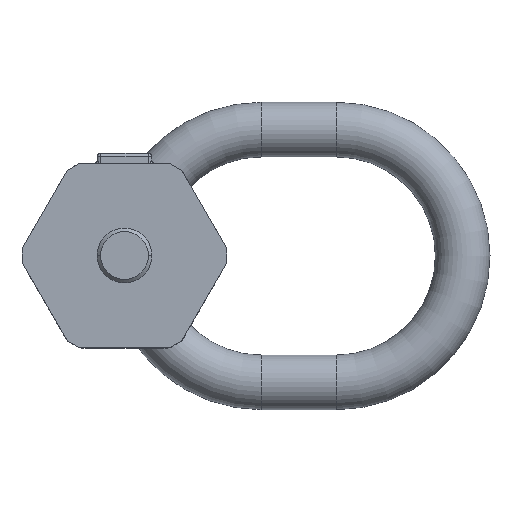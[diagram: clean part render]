
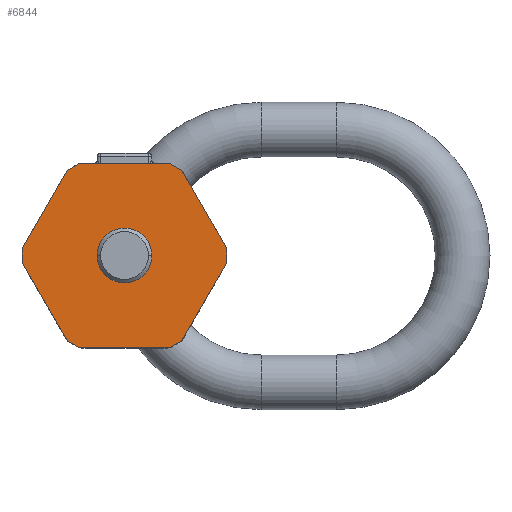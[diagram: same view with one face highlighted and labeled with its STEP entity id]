
A CAD part, top view. The second image highlights one B-rep face of the part: STEP entity #6844.
In plain terms, the highlighted planar face has unit normal (0, 0, 1).
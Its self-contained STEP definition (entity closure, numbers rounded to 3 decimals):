
#1=DIRECTION('',(-0.866,-0.5,0.));
#2=VECTOR('',#1,2.038);
#3=CARTESIAN_POINT('',(-6.617,13.5,48.5));
#4=LINE('',#3,#2);
#9=CARTESIAN_POINT('',(0.,0.,48.5));
#10=DIRECTION('',(0.,0.,1.));
#11=DIRECTION('',(1.,0.,0.));
#12=AXIS2_PLACEMENT_3D('',#9,#10,#11);
#14=CARTESIAN_POINT('',(0.,0.,48.5));
#15=DIRECTION('',(0.,0.,1.));
#16=DIRECTION('',(-1.,0.,0.));
#17=AXIS2_PLACEMENT_3D('',#14,#15,#16);
#73=DIRECTION('',(-1.,0.,0.));
#74=VECTOR('',#73,13.235);
#75=CARTESIAN_POINT('',(6.617,13.5,48.5));
#76=LINE('',#75,#74);
#330=DIRECTION('',(0.,1.,0.));
#331=VECTOR('',#330,2.038);
#332=CARTESIAN_POINT('',(15.,-1.019,48.5));
#333=LINE('',#332,#331);
#338=DIRECTION('',(-0.5,0.866,0.));
#339=VECTOR('',#338,13.235);
#340=CARTESIAN_POINT('',(15.,1.019,48.5));
#341=LINE('',#340,#339);
#346=DIRECTION('',(-0.866,0.5,0.));
#347=VECTOR('',#346,2.038);
#348=CARTESIAN_POINT('',(8.383,12.481,48.5));
#349=LINE('',#348,#347);
#354=DIRECTION('',(0.5,0.866,0.));
#355=VECTOR('',#354,13.235);
#356=CARTESIAN_POINT('',(8.383,-12.481,48.5));
#357=LINE('',#356,#355);
#362=DIRECTION('',(0.866,0.5,0.));
#363=VECTOR('',#362,2.038);
#364=CARTESIAN_POINT('',(6.617,-13.5,48.5));
#365=LINE('',#364,#363);
#370=DIRECTION('',(1.,0.,0.));
#371=VECTOR('',#370,13.235);
#372=CARTESIAN_POINT('',(-6.617,-13.5,48.5));
#373=LINE('',#372,#371);
#424=DIRECTION('',(0.866,-0.5,0.));
#425=VECTOR('',#424,2.038);
#426=CARTESIAN_POINT('',(-8.383,-12.481,48.5));
#427=LINE('',#426,#425);
#432=DIRECTION('',(0.5,-0.866,0.));
#433=VECTOR('',#432,13.235);
#434=CARTESIAN_POINT('',(-15.,-1.019,48.5));
#435=LINE('',#434,#433);
#440=DIRECTION('',(0.,-1.,0.));
#441=VECTOR('',#440,2.038);
#442=CARTESIAN_POINT('',(-15.,1.019,48.5));
#443=LINE('',#442,#441);
#448=DIRECTION('',(-0.5,-0.866,0.));
#449=VECTOR('',#448,13.235);
#450=CARTESIAN_POINT('',(-8.383,12.481,48.5));
#451=LINE('',#450,#449);
#5572=CARTESIAN_POINT('',(-6.617,13.5,48.5));
#5573=CARTESIAN_POINT('',(-8.383,12.481,48.5));
#5574=VERTEX_POINT('',#5572);
#5575=VERTEX_POINT('',#5573);
#5576=CARTESIAN_POINT('',(-15.,1.019,48.5));
#5577=VERTEX_POINT('',#5576);
#5578=CARTESIAN_POINT('',(-15.,-1.019,48.5));
#5579=VERTEX_POINT('',#5578);
#5580=CARTESIAN_POINT('',(-8.383,-12.481,48.5));
#5581=VERTEX_POINT('',#5580);
#5582=CARTESIAN_POINT('',(-6.617,-13.5,48.5));
#5583=VERTEX_POINT('',#5582);
#5584=CARTESIAN_POINT('',(6.617,-13.5,48.5));
#5585=VERTEX_POINT('',#5584);
#5586=CARTESIAN_POINT('',(8.383,-12.481,48.5));
#5587=VERTEX_POINT('',#5586);
#5588=CARTESIAN_POINT('',(15.,-1.019,48.5));
#5589=VERTEX_POINT('',#5588);
#5590=CARTESIAN_POINT('',(15.,1.019,48.5));
#5591=VERTEX_POINT('',#5590);
#5592=CARTESIAN_POINT('',(8.383,12.481,48.5));
#5593=VERTEX_POINT('',#5592);
#5594=CARTESIAN_POINT('',(6.617,13.5,48.5));
#5595=VERTEX_POINT('',#5594);
#5612=CARTESIAN_POINT('',(4.,0.,48.5));
#5613=CARTESIAN_POINT('',(-4.,0.,48.5));
#5614=VERTEX_POINT('',#5612);
#5615=VERTEX_POINT('',#5613);
#6808=CARTESIAN_POINT('',(50.,-50.,48.5));
#6809=DIRECTION('',(0.,0.,-1.));
#6810=DIRECTION('',(-1.,0.,0.));
#6811=AXIS2_PLACEMENT_3D('',#6808,#6809,#6810);
#6812=PLANE('',#6811);
#6813=ORIENTED_EDGE('',*,*,#6797,.F.);
#6815=ORIENTED_EDGE('',*,*,#6814,.F.);
#6817=ORIENTED_EDGE('',*,*,#6816,.F.);
#6819=ORIENTED_EDGE('',*,*,#6818,.F.);
#6821=ORIENTED_EDGE('',*,*,#6820,.F.);
#6823=ORIENTED_EDGE('',*,*,#6822,.F.);
#6825=ORIENTED_EDGE('',*,*,#6824,.F.);
#6827=ORIENTED_EDGE('',*,*,#6826,.F.);
#6829=ORIENTED_EDGE('',*,*,#6828,.F.);
#6831=ORIENTED_EDGE('',*,*,#6830,.F.);
#6833=ORIENTED_EDGE('',*,*,#6832,.F.);
#6835=ORIENTED_EDGE('',*,*,#6834,.F.);
#6836=EDGE_LOOP('',(#6813,#6815,#6817,#6819,#6821,#6823,#6825,#6827,#6829,#6831,
#6833,#6835));
#6837=FACE_OUTER_BOUND('',#6836,.F.);
#6839=ORIENTED_EDGE('',*,*,#6838,.T.);
#6841=ORIENTED_EDGE('',*,*,#6840,.T.);
#6842=EDGE_LOOP('',(#6839,#6841));
#6843=FACE_BOUND('',#6842,.F.);
#6844=ADVANCED_FACE('',(#6837,#6843),#6812,.F.);
#13=CIRCLE('',#12,4.);
#18=CIRCLE('',#17,4.);
#6797=EDGE_CURVE('',#5574,#5575,#4,.T.);
#6814=EDGE_CURVE('',#5595,#5574,#76,.T.);
#6816=EDGE_CURVE('',#5593,#5595,#349,.T.);
#6818=EDGE_CURVE('',#5591,#5593,#341,.T.);
#6820=EDGE_CURVE('',#5589,#5591,#333,.T.);
#6822=EDGE_CURVE('',#5587,#5589,#357,.T.);
#6824=EDGE_CURVE('',#5585,#5587,#365,.T.);
#6826=EDGE_CURVE('',#5583,#5585,#373,.T.);
#6828=EDGE_CURVE('',#5581,#5583,#427,.T.);
#6830=EDGE_CURVE('',#5579,#5581,#435,.T.);
#6832=EDGE_CURVE('',#5577,#5579,#443,.T.);
#6834=EDGE_CURVE('',#5575,#5577,#451,.T.);
#6838=EDGE_CURVE('',#5614,#5615,#13,.T.);
#6840=EDGE_CURVE('',#5615,#5614,#18,.T.);
